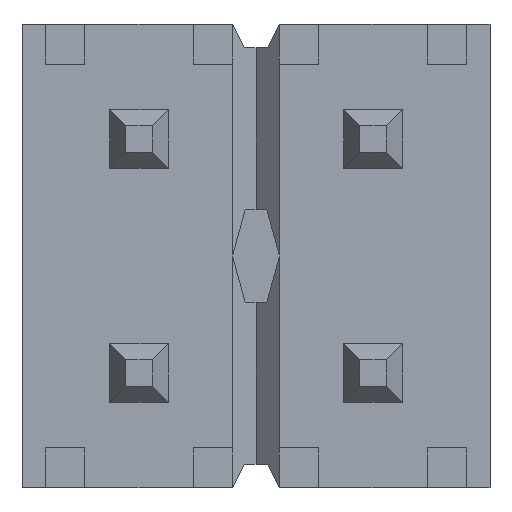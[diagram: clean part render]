
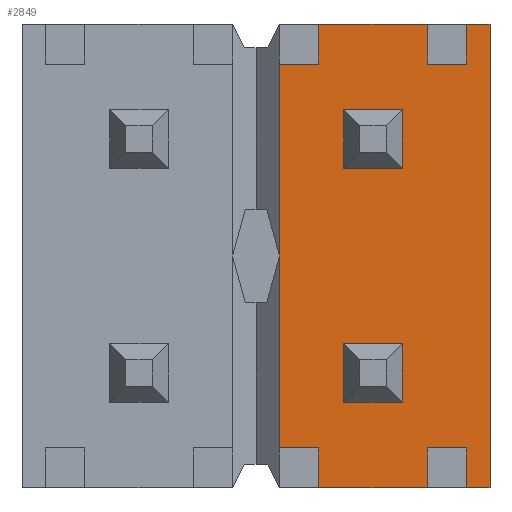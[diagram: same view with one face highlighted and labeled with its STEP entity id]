
A CAD part, front view. The second image highlights one B-rep face of the part: STEP entity #2849.
In plain terms, the highlighted planar face has unit normal (0, -1, 0).
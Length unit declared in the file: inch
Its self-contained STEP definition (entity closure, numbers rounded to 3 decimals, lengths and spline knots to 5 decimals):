
#327=ORIENTED_EDGE('',*,*,#1027,.T.);
#328=ORIENTED_EDGE('',*,*,#900,.T.);
#329=ORIENTED_EDGE('',*,*,#954,.T.);
#330=ORIENTED_EDGE('',*,*,#1029,.T.);
#331=ORIENTED_EDGE('',*,*,#969,.F.);
#332=ORIENTED_EDGE('',*,*,#896,.T.);
#333=ORIENTED_EDGE('',*,*,#974,.T.);
#334=ORIENTED_EDGE('',*,*,#1030,.T.);
#335=ORIENTED_EDGE('',*,*,#871,.F.);
#336=ORIENTED_EDGE('',*,*,#875,.F.);
#337=ORIENTED_EDGE('',*,*,#1031,.F.);
#338=ORIENTED_EDGE('',*,*,#975,.T.);
#339=ORIENTED_EDGE('',*,*,#921,.T.);
#340=ORIENTED_EDGE('',*,*,#972,.F.);
#341=ORIENTED_EDGE('',*,*,#1032,.F.);
#342=ORIENTED_EDGE('',*,*,#955,.T.);
#343=ORIENTED_EDGE('',*,*,#917,.T.);
#344=ORIENTED_EDGE('',*,*,#1017,.F.);
#345=ORIENTED_EDGE('',*,*,#984,.F.);
#346=ORIENTED_EDGE('',*,*,#981,.F.);
#347=ORIENTED_EDGE('',*,*,#978,.F.);
#348=ORIENTED_EDGE('',*,*,#1019,.F.);
#349=ORIENTED_EDGE('',*,*,#994,.F.);
#350=ORIENTED_EDGE('',*,*,#991,.F.);
#351=ORIENTED_EDGE('',*,*,#988,.F.);
#871=EDGE_CURVE('',#1263,#1264,#1517,.T.);
#875=EDGE_CURVE('',#1267,#1263,#1521,.T.);
#896=EDGE_CURVE('',#1283,#1282,#1542,.T.);
#900=EDGE_CURVE('',#1287,#1286,#1546,.T.);
#917=EDGE_CURVE('',#1300,#1299,#1563,.T.);
#921=EDGE_CURVE('',#1304,#1303,#1567,.T.);
#954=EDGE_CURVE('',#1286,#1323,#1600,.T.);
#955=EDGE_CURVE('',#1324,#1300,#1601,.T.);
#969=EDGE_CURVE('',#1283,#1331,#1615,.T.);
#972=EDGE_CURVE('',#1332,#1303,#1618,.T.);
#974=EDGE_CURVE('',#1282,#1333,#1620,.T.);
#975=EDGE_CURVE('',#1334,#1304,#1621,.T.);
#978=EDGE_CURVE('',#1336,#1337,#1624,.T.);
#981=EDGE_CURVE('',#1337,#1339,#1627,.T.);
#984=EDGE_CURVE('',#1339,#1341,#1630,.T.);
#988=EDGE_CURVE('',#1344,#1345,#1634,.T.);
#991=EDGE_CURVE('',#1345,#1347,#1637,.T.);
#994=EDGE_CURVE('',#1347,#1349,#1640,.T.);
#1017=EDGE_CURVE('',#1341,#1336,#1663,.T.);
#1019=EDGE_CURVE('',#1349,#1344,#1665,.T.);
#1027=EDGE_CURVE('',#1299,#1287,#1673,.T.);
#1029=EDGE_CURVE('',#1323,#1331,#1675,.T.);
#1030=EDGE_CURVE('',#1333,#1264,#1676,.T.);
#1031=EDGE_CURVE('',#1334,#1267,#1677,.T.);
#1032=EDGE_CURVE('',#1324,#1332,#1678,.T.);
#1263=VERTEX_POINT('',#3966);
#1264=VERTEX_POINT('',#3968);
#1267=VERTEX_POINT('',#3976);
#1282=VERTEX_POINT('',#4013);
#1283=VERTEX_POINT('',#4015);
#1286=VERTEX_POINT('',#4021);
#1287=VERTEX_POINT('',#4023);
#1299=VERTEX_POINT('',#4053);
#1300=VERTEX_POINT('',#4055);
#1303=VERTEX_POINT('',#4061);
#1304=VERTEX_POINT('',#4063);
#1323=VERTEX_POINT('',#4127);
#1324=VERTEX_POINT('',#4131);
#1331=VERTEX_POINT('',#4159);
#1332=VERTEX_POINT('',#4163);
#1333=VERTEX_POINT('',#4167);
#1334=VERTEX_POINT('',#4171);
#1336=VERTEX_POINT('',#4176);
#1337=VERTEX_POINT('',#4178);
#1339=VERTEX_POINT('',#4184);
#1341=VERTEX_POINT('',#4190);
#1344=VERTEX_POINT('',#4197);
#1345=VERTEX_POINT('',#4199);
#1347=VERTEX_POINT('',#4205);
#1349=VERTEX_POINT('',#4211);
#1517=LINE('',#3967,#1915);
#1521=LINE('',#3975,#1919);
#1542=LINE('',#4014,#1940);
#1546=LINE('',#4022,#1944);
#1563=LINE('',#4054,#1961);
#1567=LINE('',#4062,#1965);
#1600=LINE('',#4128,#1998);
#1601=LINE('',#4130,#1999);
#1615=LINE('',#4158,#2013);
#1618=LINE('',#4164,#2016);
#1620=LINE('',#4168,#2018);
#1621=LINE('',#4170,#2019);
#1624=LINE('',#4177,#2022);
#1627=LINE('',#4183,#2025);
#1630=LINE('',#4189,#2028);
#1634=LINE('',#4198,#2032);
#1637=LINE('',#4204,#2035);
#1640=LINE('',#4210,#2038);
#1663=LINE('',#4258,#2061);
#1665=LINE('',#4261,#2063);
#1673=LINE('',#4273,#2071);
#1675=LINE('',#4278,#2073);
#1676=LINE('',#4279,#2074);
#1677=LINE('',#4280,#2075);
#1678=LINE('',#4281,#2076);
#1915=VECTOR('',#3212,39.37008);
#1919=VECTOR('',#3218,39.37008);
#1940=VECTOR('',#3243,39.37008);
#1944=VECTOR('',#3247,39.37008);
#1961=VECTOR('',#3268,39.37008);
#1965=VECTOR('',#3272,39.37008);
#1998=VECTOR('',#3331,39.37008);
#1999=VECTOR('',#3334,39.37008);
#2013=VECTOR('',#3362,39.37008);
#2016=VECTOR('',#3367,39.37008);
#2018=VECTOR('',#3371,39.37008);
#2019=VECTOR('',#3374,39.37008);
#2022=VECTOR('',#3379,39.37008);
#2025=VECTOR('',#3384,39.37008);
#2028=VECTOR('',#3389,39.37008);
#2032=VECTOR('',#3395,39.37008);
#2035=VECTOR('',#3400,39.37008);
#2038=VECTOR('',#3405,39.37008);
#2061=VECTOR('',#3442,39.37008);
#2063=VECTOR('',#3446,39.37008);
#2071=VECTOR('',#3462,39.37008);
#2073=VECTOR('',#3470,39.37008);
#2074=VECTOR('',#3471,39.37008);
#2075=VECTOR('',#3472,39.37008);
#2076=VECTOR('',#3473,39.37008);
#2335=EDGE_LOOP('',(#327,#328,#329,#330,#331,#332,#333,#334,#335,#336,#337,
#338,#339,#340,#341,#342,#343));
#2336=EDGE_LOOP('',(#344,#345,#346,#347));
#2337=EDGE_LOOP('',(#348,#349,#350,#351));
#2513=FACE_BOUND('',#2335,.T.);
#2514=FACE_BOUND('',#2336,.T.);
#2515=FACE_BOUND('',#2337,.T.);
#2687=PLANE('',#3049);
#2849=ADVANCED_FACE('',(#2513,#2514,#2515),#2687,.T.);
#3049=AXIS2_PLACEMENT_3D('',#4277,#3468,#3469);
#3212=DIRECTION('',(0.,0.,1.));
#3218=DIRECTION('',(0.,0.,1.));
#3243=DIRECTION('',(-1.,0.,0.));
#3247=DIRECTION('',(-1.,0.,0.));
#3268=DIRECTION('',(1.,0.,0.));
#3272=DIRECTION('',(1.,0.,0.));
#3331=DIRECTION('',(0.,0.,-1.));
#3334=DIRECTION('',(0.,0.,-1.));
#3362=DIRECTION('',(0.,0.,-1.));
#3367=DIRECTION('',(0.,0.,-1.));
#3371=DIRECTION('',(0.,0.,-1.));
#3374=DIRECTION('',(0.,0.,-1.));
#3379=DIRECTION('',(1.,0.,0.));
#3384=DIRECTION('',(0.,0.,1.));
#3389=DIRECTION('',(-1.,0.,0.));
#3395=DIRECTION('',(1.,0.,0.));
#3400=DIRECTION('',(0.,0.,1.));
#3405=DIRECTION('',(-1.,0.,0.));
#3442=DIRECTION('',(0.,0.,-1.));
#3446=DIRECTION('',(0.,0.,-1.));
#3462=DIRECTION('',(0.,0.,1.));
#3468=DIRECTION('',(0.,-1.,0.));
#3469=DIRECTION('',(1.,0.,0.));
#3470=DIRECTION('',(-1.,0.,0.));
#3471=DIRECTION('',(-1.,0.,0.));
#3472=DIRECTION('',(-1.,0.,0.));
#3473=DIRECTION('',(-1.,0.,0.));
#3966=CARTESIAN_POINT('',(0.01,0.02,0.));
#3967=CARTESIAN_POINT('',(0.01,0.02,0.2));
#3968=CARTESIAN_POINT('',(0.01,0.02,0.082));
#3975=CARTESIAN_POINT('',(0.01,0.02,0.2));
#3976=CARTESIAN_POINT('',(0.01,0.02,-0.082));
#4013=CARTESIAN_POINT('',(0.02688,0.02,0.099));
#4014=CARTESIAN_POINT('',(-0.1,0.02,0.099));
#4015=CARTESIAN_POINT('',(0.07312,0.02,0.099));
#4021=CARTESIAN_POINT('',(0.09012,0.02,0.099));
#4022=CARTESIAN_POINT('',(-0.1,0.02,0.099));
#4023=CARTESIAN_POINT('',(0.1,0.02,0.099));
#4053=CARTESIAN_POINT('',(0.1,0.02,-0.099));
#4054=CARTESIAN_POINT('',(0.1,0.02,-0.099));
#4055=CARTESIAN_POINT('',(0.09012,0.02,-0.099));
#4061=CARTESIAN_POINT('',(0.07312,0.02,-0.099));
#4062=CARTESIAN_POINT('',(0.1,0.02,-0.099));
#4063=CARTESIAN_POINT('',(0.02688,0.02,-0.099));
#4127=CARTESIAN_POINT('',(0.09012,0.02,0.082));
#4128=CARTESIAN_POINT('',(0.09012,0.02,0.198));
#4130=CARTESIAN_POINT('',(0.09012,0.02,0.198));
#4131=CARTESIAN_POINT('',(0.09012,0.02,-0.082));
#4158=CARTESIAN_POINT('',(0.07312,0.02,0.198));
#4159=CARTESIAN_POINT('',(0.07312,0.02,0.082));
#4163=CARTESIAN_POINT('',(0.07312,0.02,-0.082));
#4164=CARTESIAN_POINT('',(0.07312,0.02,0.198));
#4167=CARTESIAN_POINT('',(0.02688,0.02,0.082));
#4168=CARTESIAN_POINT('',(0.02688,0.02,0.198));
#4170=CARTESIAN_POINT('',(0.02688,0.02,0.198));
#4171=CARTESIAN_POINT('',(0.02688,0.02,-0.082));
#4176=CARTESIAN_POINT('',(0.0375,0.02,0.0375));
#4177=CARTESIAN_POINT('',(0.0625,0.02,0.0375));
#4178=CARTESIAN_POINT('',(0.0625,0.02,0.0375));
#4183=CARTESIAN_POINT('',(0.0625,0.02,0.0625));
#4184=CARTESIAN_POINT('',(0.0625,0.02,0.0625));
#4189=CARTESIAN_POINT('',(0.0375,0.02,0.0625));
#4190=CARTESIAN_POINT('',(0.0375,0.02,0.0625));
#4197=CARTESIAN_POINT('',(0.0375,0.02,-0.0625));
#4198=CARTESIAN_POINT('',(0.0625,0.02,-0.0625));
#4199=CARTESIAN_POINT('',(0.0625,0.02,-0.0625));
#4204=CARTESIAN_POINT('',(0.0625,0.02,-0.0375));
#4205=CARTESIAN_POINT('',(0.0625,0.02,-0.0375));
#4210=CARTESIAN_POINT('',(0.0375,0.02,-0.0375));
#4211=CARTESIAN_POINT('',(0.0375,0.02,-0.0375));
#4258=CARTESIAN_POINT('',(0.0375,0.02,0.0375));
#4261=CARTESIAN_POINT('',(0.0375,0.02,-0.0625));
#4273=CARTESIAN_POINT('',(0.1,0.02,0.099));
#4277=CARTESIAN_POINT('',(0.13637,0.02,0.198));
#4278=CARTESIAN_POINT('',(0.2,0.02,0.082));
#4279=CARTESIAN_POINT('',(0.2,0.02,0.082));
#4280=CARTESIAN_POINT('',(0.2,0.02,-0.082));
#4281=CARTESIAN_POINT('',(0.2,0.02,-0.082));
